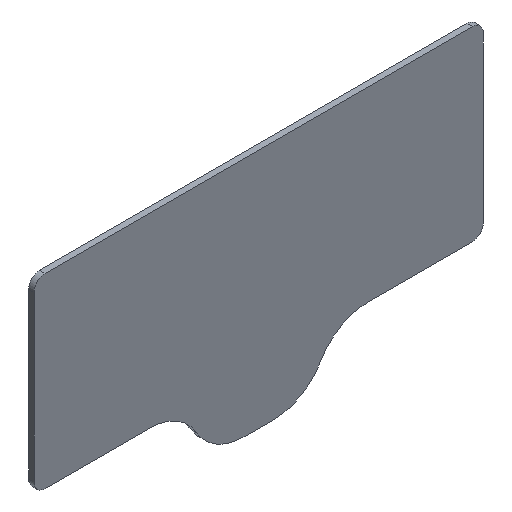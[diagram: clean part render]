
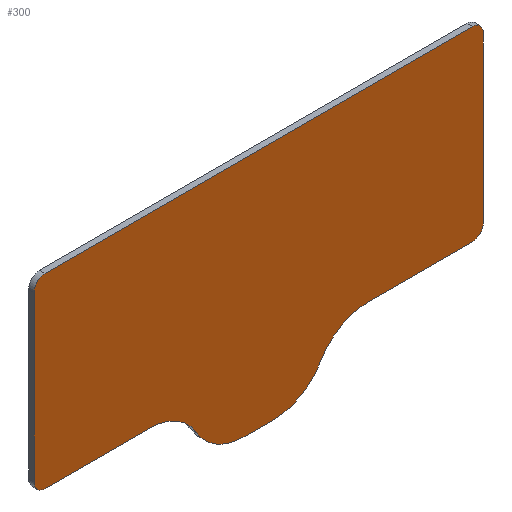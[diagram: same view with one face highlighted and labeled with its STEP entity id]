
A CAD part, isometric view. The second image highlights one B-rep face of the part: STEP entity #300.
In plain terms, the highlighted planar face has unit normal (0, -1, 0).
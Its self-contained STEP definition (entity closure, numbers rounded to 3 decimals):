
#22=PLANE('',#346);
#38=FACE_OUTER_BOUND('',#54,.T.);
#54=EDGE_LOOP('',(#263,#264,#265,#266,#267,#268,#269,#270,#271,#272,#273,
#274,#275,#276));
#59=LINE('',#454,#85);
#68=LINE('',#488,#94);
#71=LINE('',#496,#97);
#73=LINE('',#502,#99);
#77=LINE('',#512,#103);
#80=LINE('',#524,#106);
#85=VECTOR('',#361,10.);
#94=VECTOR('',#392,10.);
#97=VECTOR('',#401,10.);
#99=VECTOR('',#409,10.);
#103=VECTOR('',#419,10.);
#106=VECTOR('',#436,10.);
#108=CIRCLE('',#317,2.);
#116=CIRCLE('',#328,2.);
#117=CIRCLE('',#331,2.);
#118=CIRCLE('',#334,2.);
#119=CIRCLE('',#337,10.);
#120=CIRCLE('',#340,10.);
#121=CIRCLE('',#342,10.);
#122=CIRCLE('',#344,10.);
#125=VERTEX_POINT('',#444);
#126=VERTEX_POINT('',#446);
#128=VERTEX_POINT('',#452);
#140=VERTEX_POINT('',#480);
#141=VERTEX_POINT('',#482);
#142=VERTEX_POINT('',#486);
#143=VERTEX_POINT('',#490);
#144=VERTEX_POINT('',#494);
#145=VERTEX_POINT('',#498);
#146=VERTEX_POINT('',#504);
#147=VERTEX_POINT('',#506);
#148=VERTEX_POINT('',#510);
#149=VERTEX_POINT('',#514);
#150=VERTEX_POINT('',#520);
#153=EDGE_CURVE('',#125,#126,#108,.T.);
#157=EDGE_CURVE('',#128,#125,#59,.T.);
#171=EDGE_CURVE('',#140,#141,#116,.T.);
#174=EDGE_CURVE('',#142,#140,#68,.T.);
#176=EDGE_CURVE('',#143,#142,#117,.T.);
#178=EDGE_CURVE('',#144,#143,#71,.T.);
#180=EDGE_CURVE('',#145,#144,#118,.T.);
#181=EDGE_CURVE('',#126,#145,#73,.T.);
#183=EDGE_CURVE('',#146,#147,#119,.T.);
#186=EDGE_CURVE('',#146,#148,#77,.T.);
#188=EDGE_CURVE('',#149,#148,#120,.T.);
#189=EDGE_CURVE('',#147,#128,#121,.T.);
#191=EDGE_CURVE('',#150,#149,#122,.T.);
#192=EDGE_CURVE('',#141,#150,#80,.T.);
#263=ORIENTED_EDGE('',*,*,#153,.F.);
#264=ORIENTED_EDGE('',*,*,#157,.F.);
#265=ORIENTED_EDGE('',*,*,#189,.F.);
#266=ORIENTED_EDGE('',*,*,#183,.F.);
#267=ORIENTED_EDGE('',*,*,#186,.T.);
#268=ORIENTED_EDGE('',*,*,#188,.F.);
#269=ORIENTED_EDGE('',*,*,#191,.F.);
#270=ORIENTED_EDGE('',*,*,#192,.F.);
#271=ORIENTED_EDGE('',*,*,#171,.F.);
#272=ORIENTED_EDGE('',*,*,#174,.F.);
#273=ORIENTED_EDGE('',*,*,#176,.F.);
#274=ORIENTED_EDGE('',*,*,#178,.F.);
#275=ORIENTED_EDGE('',*,*,#180,.F.);
#276=ORIENTED_EDGE('',*,*,#181,.F.);
#300=ADVANCED_FACE('',(#38),#22,.F.);
#317=AXIS2_PLACEMENT_3D('',#447,#354,#355);
#328=AXIS2_PLACEMENT_3D('',#483,#386,#387);
#331=AXIS2_PLACEMENT_3D('',#492,#396,#397);
#334=AXIS2_PLACEMENT_3D('',#500,#405,#406);
#337=AXIS2_PLACEMENT_3D('',#507,#413,#414);
#340=AXIS2_PLACEMENT_3D('',#516,#423,#424);
#342=AXIS2_PLACEMENT_3D('',#518,#427,#428);
#344=AXIS2_PLACEMENT_3D('',#522,#432,#433);
#346=AXIS2_PLACEMENT_3D('',#525,#437,#438);
#354=DIRECTION('center_axis',(0.,1.,0.));
#355=DIRECTION('ref_axis',(-0.707,0.,-0.707));
#361=DIRECTION('',(-1.,0.,0.));
#386=DIRECTION('center_axis',(0.,1.,0.));
#387=DIRECTION('ref_axis',(0.707,0.,-0.707));
#392=DIRECTION('',(0.,0.,-1.));
#396=DIRECTION('center_axis',(0.,1.,0.));
#397=DIRECTION('ref_axis',(0.707,0.,0.707));
#401=DIRECTION('',(1.,0.,0.));
#405=DIRECTION('center_axis',(0.,1.,0.));
#406=DIRECTION('ref_axis',(-0.707,0.,0.707));
#409=DIRECTION('',(0.,0.,1.));
#413=DIRECTION('center_axis',(0.,1.,0.));
#414=DIRECTION('ref_axis',(-0.5,0.,-0.866));
#419=DIRECTION('',(1.,0.,0.));
#423=DIRECTION('center_axis',(0.,1.,0.));
#424=DIRECTION('ref_axis',(0.5,0.,-0.866));
#427=DIRECTION('center_axis',(0.,-1.,0.));
#428=DIRECTION('ref_axis',(0.707,0.,0.707));
#432=DIRECTION('center_axis',(0.,-1.,0.));
#433=DIRECTION('ref_axis',(-0.707,0.,0.707));
#436=DIRECTION('',(-1.,0.,0.));
#437=DIRECTION('center_axis',(0.,1.,0.));
#438=DIRECTION('ref_axis',(1.,0.,0.));
#444=CARTESIAN_POINT('',(2.,0.,-34.));
#446=CARTESIAN_POINT('',(0.,0.,-32.));
#447=CARTESIAN_POINT('Origin',(2.,0.,-32.));
#452=CARTESIAN_POINT('',(21.,0.,-34.));
#454=CARTESIAN_POINT('',(82.,0.,-34.));
#480=CARTESIAN_POINT('',(82.,0.,-32.));
#482=CARTESIAN_POINT('',(80.,0.,-34.));
#483=CARTESIAN_POINT('Origin',(80.,0.,-32.));
#486=CARTESIAN_POINT('',(82.,0.,-2.));
#488=CARTESIAN_POINT('',(82.,0.,0.));
#490=CARTESIAN_POINT('',(80.,0.,0.));
#492=CARTESIAN_POINT('Origin',(80.,0.,-2.));
#494=CARTESIAN_POINT('',(2.,0.,0.));
#496=CARTESIAN_POINT('',(0.,0.,0.));
#498=CARTESIAN_POINT('',(0.,0.,-2.));
#500=CARTESIAN_POINT('Origin',(2.,0.,-2.));
#502=CARTESIAN_POINT('',(0.,0.,-34.));
#504=CARTESIAN_POINT('',(38.321,0.,-44.));
#506=CARTESIAN_POINT('',(29.66,0.,-39.));
#507=CARTESIAN_POINT('Origin',(38.321,0.,-34.));
#510=CARTESIAN_POINT('',(43.679,0.,-44.));
#512=CARTESIAN_POINT('',(31.,0.,-44.));
#514=CARTESIAN_POINT('',(52.34,0.,-39.));
#516=CARTESIAN_POINT('Origin',(43.679,0.,-34.));
#518=CARTESIAN_POINT('Origin',(21.,0.,-44.));
#520=CARTESIAN_POINT('',(61.,0.,-34.));
#522=CARTESIAN_POINT('Origin',(61.,0.,-44.));
#524=CARTESIAN_POINT('',(82.,0.,-34.));
#525=CARTESIAN_POINT('Origin',(41.,0.,-22.));
